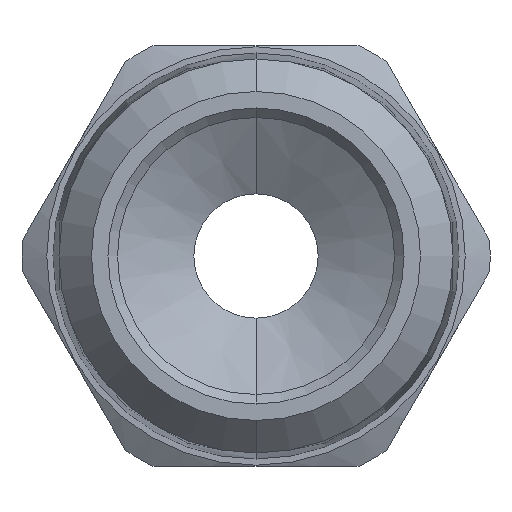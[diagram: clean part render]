
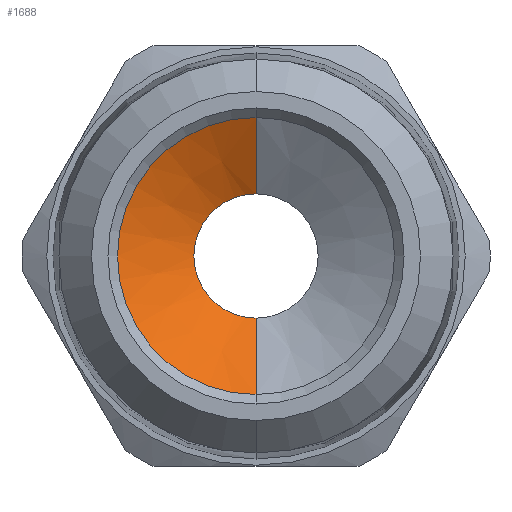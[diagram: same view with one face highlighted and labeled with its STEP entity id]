
A CAD part, front view. The second image highlights one B-rep face of the part: STEP entity #1688.
In plain terms, the highlighted conical face has half-angle 60 degrees and reference radius 7.25 mm.
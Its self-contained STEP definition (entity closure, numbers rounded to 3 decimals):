
#51 = CARTESIAN_POINT ( 'NONE',  ( 0., -20.6, 0. ) ) ;
#74 = LINE ( 'NONE', #487, #2563 ) ;
#96 = CARTESIAN_POINT ( 'NONE',  ( 0., -18.291, 0. ) ) ;
#138 = EDGE_CURVE ( 'NONE', #480, #2582, #1898, .T. ) ;
#175 = CARTESIAN_POINT ( 'NONE',  ( 0., -20.6, -7.25 ) ) ;
#284 = ORIENTED_EDGE ( 'NONE', *, *, #1396, .F. ) ;
#450 = CARTESIAN_POINT ( 'NONE',  ( 0., -20.6, 7.25 ) ) ;
#480 = VERTEX_POINT ( 'NONE', #450 ) ;
#487 = CARTESIAN_POINT ( 'NONE',  ( 0., -20.6, 7.25 ) ) ;
#491 = VECTOR ( 'NONE', #1023, 1000. ) ;
#546 = DIRECTION ( 'NONE',  ( 0., -1., 0. ) ) ;
#625 = DIRECTION ( 'NONE',  ( 0., 0., -1. ) ) ;
#839 = ORIENTED_EDGE ( 'NONE', *, *, #1267, .T. ) ;
#1023 = DIRECTION ( 'NONE',  ( 0., -0.5, -0.866 ) ) ;
#1071 = VERTEX_POINT ( 'NONE', #1187 ) ;
#1091 = DIRECTION ( 'NONE',  ( 0., -1., 0. ) ) ;
#1137 = AXIS2_PLACEMENT_3D ( 'NONE', #2065, #1091, #625 ) ;
#1149 = ORIENTED_EDGE ( 'NONE', *, *, #1315, .F. ) ;
#1167 = CONICAL_SURFACE ( 'NONE', #1838, 7.25, 1.047 ) ;
#1182 = CARTESIAN_POINT ( 'NONE',  ( 0., -18.291, -3.25 ) ) ;
#1187 = CARTESIAN_POINT ( 'NONE',  ( -3.25, -18.291, 0. ) ) ;
#1267 = EDGE_CURVE ( 'NONE', #2891, #480, #74, .T. ) ;
#1315 = EDGE_CURVE ( 'NONE', #2891, #1071, #2550, .T. ) ;
#1396 = EDGE_CURVE ( 'NONE', #2235, #2582, #2831, .T. ) ;
#1494 = CARTESIAN_POINT ( 'NONE',  ( 0., -18.291, 0. ) ) ;
#1594 = CIRCLE ( 'NONE', #2961, 3.25 ) ;
#1688 = ADVANCED_FACE ( 'NONE', ( #3054 ), #1167, .F. ) ;
#1731 = DIRECTION ( 'NONE',  ( 0., -1., 0. ) ) ;
#1809 = EDGE_CURVE ( 'NONE', #1071, #2235, #1594, .T. ) ;
#1838 = AXIS2_PLACEMENT_3D ( 'NONE', #51, #2467, #3028 ) ;
#1898 = CIRCLE ( 'NONE', #1137, 7.25 ) ;
#1954 = DIRECTION ( 'NONE',  ( 0., 0., -1. ) ) ;
#2001 = DIRECTION ( 'NONE',  ( 0., 0., -1. ) ) ;
#2056 = ORIENTED_EDGE ( 'NONE', *, *, #138, .T. ) ;
#2065 = CARTESIAN_POINT ( 'NONE',  ( 0., -20.6, 0. ) ) ;
#2168 = EDGE_LOOP ( 'NONE', ( #1149, #839, #2056, #284, #3082 ) ) ;
#2175 = AXIS2_PLACEMENT_3D ( 'NONE', #1494, #1731, #1954 ) ;
#2235 = VERTEX_POINT ( 'NONE', #1182 ) ;
#2428 = DIRECTION ( 'NONE',  ( 0., -0.5, 0.866 ) ) ;
#2467 = DIRECTION ( 'NONE',  ( 0., -1., 0. ) ) ;
#2500 = CARTESIAN_POINT ( 'NONE',  ( 0., -18.291, 3.25 ) ) ;
#2550 = CIRCLE ( 'NONE', #2175, 3.25 ) ;
#2563 = VECTOR ( 'NONE', #2428, 1000. ) ;
#2582 = VERTEX_POINT ( 'NONE', #175 ) ;
#2707 = CARTESIAN_POINT ( 'NONE',  ( 0., -20.6, -7.25 ) ) ;
#2831 = LINE ( 'NONE', #2707, #491 ) ;
#2891 = VERTEX_POINT ( 'NONE', #2500 ) ;
#2961 = AXIS2_PLACEMENT_3D ( 'NONE', #96, #546, #2001 ) ;
#3028 = DIRECTION ( 'NONE',  ( 0., 0., -1. ) ) ;
#3054 = FACE_OUTER_BOUND ( 'NONE', #2168, .T. ) ;
#3082 = ORIENTED_EDGE ( 'NONE', *, *, #1809, .F. ) ;
